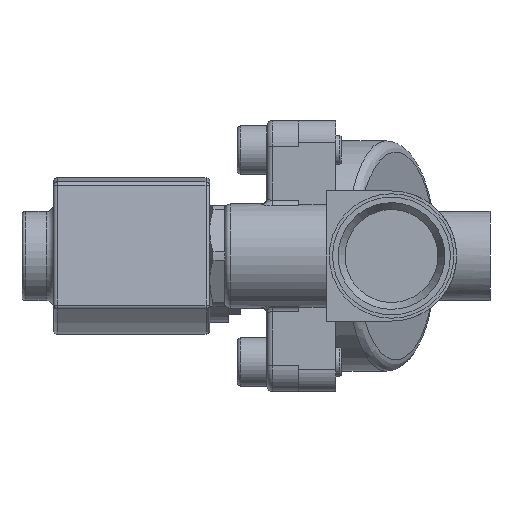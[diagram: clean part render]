
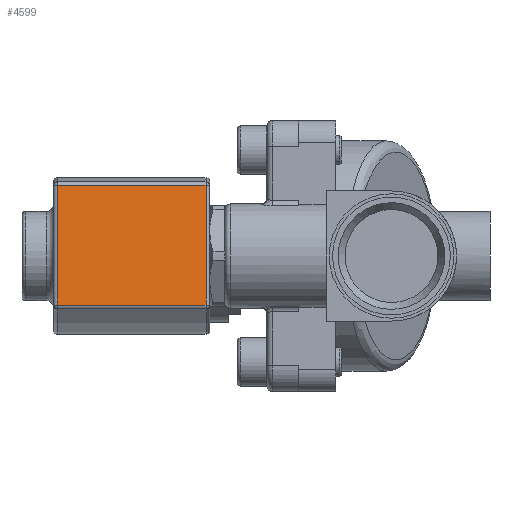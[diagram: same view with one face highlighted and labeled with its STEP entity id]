
A CAD part, left-side view. The second image highlights one B-rep face of the part: STEP entity #4599.
In plain terms, the highlighted planar face has unit normal (-0.993, 0, 0.122).
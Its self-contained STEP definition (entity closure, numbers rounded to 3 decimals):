
#357=LINE('',#7666,#677);
#358=LINE('',#7668,#678);
#359=LINE('',#7670,#679);
#360=LINE('',#7671,#680);
#677=VECTOR('',#6085,1000.);
#678=VECTOR('',#6086,1000.);
#679=VECTOR('',#6087,1000.);
#680=VECTOR('',#6088,1000.);
#990=FACE_OUTER_BOUND('',#1286,.T.);
#1286=EDGE_LOOP('',(#3497,#3498,#3499,#3500));
#2043=VERTEX_POINT('',#7664);
#2044=VERTEX_POINT('',#7665);
#2045=VERTEX_POINT('',#7667);
#2046=VERTEX_POINT('',#7669);
#2579=EDGE_CURVE('',#2043,#2044,#357,.T.);
#2580=EDGE_CURVE('',#2044,#2045,#358,.T.);
#2581=EDGE_CURVE('',#2045,#2046,#359,.T.);
#2582=EDGE_CURVE('',#2046,#2043,#360,.T.);
#3497=ORIENTED_EDGE('',*,*,#2579,.T.);
#3498=ORIENTED_EDGE('',*,*,#2580,.T.);
#3499=ORIENTED_EDGE('',*,*,#2581,.T.);
#3500=ORIENTED_EDGE('',*,*,#2582,.T.);
#4413=PLANE('',#5066);
#4599=ADVANCED_FACE('',(#990),#4413,.T.);
#5066=AXIS2_PLACEMENT_3D('',#7663,#6083,#6084);
#6083=DIRECTION('center_axis',(-0.992,0.,0.123));
#6084=DIRECTION('ref_axis',(0.123,0.,0.992));
#6085=DIRECTION('',(0.,-1.,0.));
#6086=DIRECTION('',(0.123,0.,0.992));
#6087=DIRECTION('',(0.,1.,0.));
#6088=DIRECTION('',(-0.123,0.,-0.992));
#7663=CARTESIAN_POINT('Origin',(-43.916,34.381,86.568));
#7664=CARTESIAN_POINT('',(-43.825,75.381,87.306));
#7665=CARTESIAN_POINT('',(-43.825,35.381,87.306));
#7666=CARTESIAN_POINT('',(-43.825,34.381,87.306));
#7667=CARTESIAN_POINT('',(-39.841,35.381,119.575));
#7668=CARTESIAN_POINT('',(-39.75,35.381,120.312));
#7669=CARTESIAN_POINT('',(-39.841,75.381,119.575));
#7670=CARTESIAN_POINT('',(-39.841,34.381,119.575));
#7671=CARTESIAN_POINT('',(-43.916,75.381,86.568));
